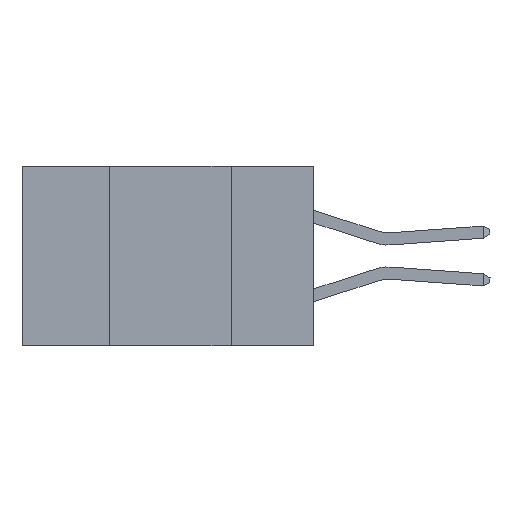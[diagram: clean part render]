
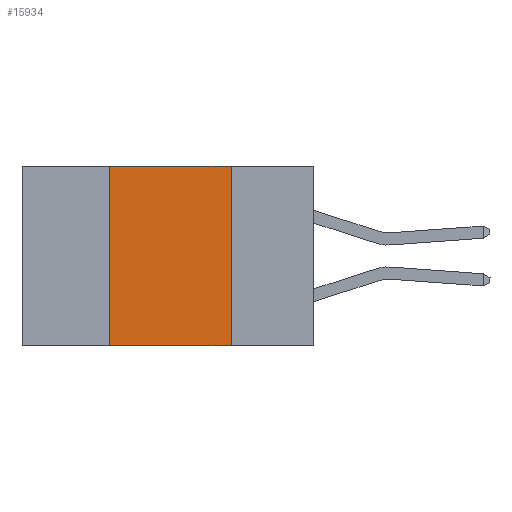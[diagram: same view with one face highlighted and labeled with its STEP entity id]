
A CAD part, left-side view. The second image highlights one B-rep face of the part: STEP entity #15934.
In plain terms, the highlighted planar face has unit normal (-1, 0, 0).
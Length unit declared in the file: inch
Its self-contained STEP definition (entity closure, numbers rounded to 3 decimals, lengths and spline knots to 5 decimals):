
#275 = LINE ( 'NONE', #7553, #6944 ) ;
#390 = PLANE ( 'NONE',  #12693 ) ;
#469 = DIRECTION ( 'NONE',  ( 1., 0., 0. ) ) ;
#1992 = LINE ( 'NONE', #2819, #9276 ) ;
#2819 = CARTESIAN_POINT ( 'NONE',  ( 0., 0.17, 0. ) ) ;
#3611 = CARTESIAN_POINT ( 'NONE',  ( 0., 0.17, 0. ) ) ;
#3747 = EDGE_CURVE ( 'NONE', #22227, #24768, #1992, .T. ) ;
#3749 = DIRECTION ( 'NONE',  ( 0., -1., 0. ) ) ;
#4775 = LINE ( 'NONE', #13479, #17025 ) ;
#5928 = ORIENTED_EDGE ( 'NONE', *, *, #3747, .F. ) ;
#6285 = CARTESIAN_POINT ( 'NONE',  ( 0., 0.6, 0. ) ) ;
#6944 = VECTOR ( 'NONE', #3749, 39.37008 ) ;
#7134 = DIRECTION ( 'NONE',  ( 0., 0., -1. ) ) ;
#7553 = CARTESIAN_POINT ( 'NONE',  ( 0., 0.6, 0. ) ) ;
#8816 = EDGE_CURVE ( 'NONE', #14381, #19811, #11449, .T. ) ;
#9276 = VECTOR ( 'NONE', #7134, 39.37008 ) ;
#10307 = CARTESIAN_POINT ( 'NONE',  ( 0., 0.42, 0. ) ) ;
#10463 = CARTESIAN_POINT ( 'NONE',  ( 0., 0.17, -0.37 ) ) ;
#11010 = ORIENTED_EDGE ( 'NONE', *, *, #13682, .T. ) ;
#11265 = CARTESIAN_POINT ( 'NONE',  ( 0., 0.42, -0.37 ) ) ;
#11449 = LINE ( 'NONE', #12719, #23355 ) ;
#11942 = ORIENTED_EDGE ( 'NONE', *, *, #12008, .F. ) ;
#12008 = EDGE_CURVE ( 'NONE', #19811, #22227, #275, .T. ) ;
#12693 = AXIS2_PLACEMENT_3D ( 'NONE', #6285, #469, #14024 ) ;
#12719 = CARTESIAN_POINT ( 'NONE',  ( 0., 0.42, 0. ) ) ;
#13479 = CARTESIAN_POINT ( 'NONE',  ( 0., 0.6, -0.37 ) ) ;
#13682 = EDGE_CURVE ( 'NONE', #14381, #24768, #4775, .T. ) ;
#14024 = DIRECTION ( 'NONE',  ( 0., 0., -1. ) ) ;
#14381 = VERTEX_POINT ( 'NONE', #11265 ) ;
#15356 = DIRECTION ( 'NONE',  ( 0., -1., 0. ) ) ;
#15934 = ADVANCED_FACE ( 'NONE', ( #23103 ), #390, .F. ) ;
#16785 = EDGE_LOOP ( 'NONE', ( #5928, #11942, #17668, #11010 ) ) ;
#17025 = VECTOR ( 'NONE', #15356, 39.37008 ) ;
#17668 = ORIENTED_EDGE ( 'NONE', *, *, #8816, .F. ) ;
#19811 = VERTEX_POINT ( 'NONE', #10307 ) ;
#22227 = VERTEX_POINT ( 'NONE', #3611 ) ;
#22543 = DIRECTION ( 'NONE',  ( 0., 0., 1. ) ) ;
#23103 = FACE_OUTER_BOUND ( 'NONE', #16785, .T. ) ;
#23355 = VECTOR ( 'NONE', #22543, 39.37008 ) ;
#24768 = VERTEX_POINT ( 'NONE', #10463 ) ;
